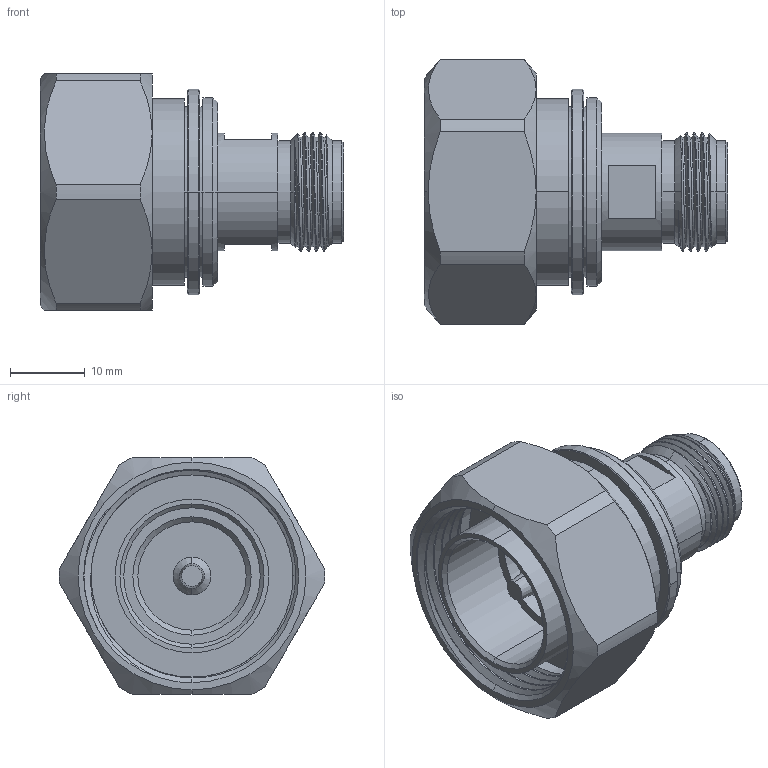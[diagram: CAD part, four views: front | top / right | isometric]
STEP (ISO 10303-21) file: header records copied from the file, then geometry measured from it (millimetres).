
FILE_DESCRIPTION (( 'STEP AP203' ), '1' );
FILE_NAME ('SM4472.step', '2018-12-17T20:49:17', ( '' ), ( '' ), 'SwSTEP 2.0', 'SolidWorks 2017', '' );
FILE_SCHEMA (( 'CONFIG_CONTROL_DESIGN' ));
Length unit declared in the file: inch
Products named in the file (1): SM4472
Bounding box: 40.64 x 35.58 x 31.75 mm (x, y, z)
Volume: 12670.8 mm3; surface area: 9019.7 mm2
Topology: 1 solids, 1 shells, 160 faces, 385 edges, 247 vertices
Faces by surface type: cylinder 68, plane 44, cone 42, bspline 6
Entity records: 7212 total; most frequent: CARTESIAN_POINT 3600, ORIENTED_EDGE 770, DIRECTION 708, EDGE_CURVE 385, AXIS2_PLACEMENT_3D 293, VERTEX_POINT 247, EDGE_LOOP 180, FACE_OUTER_BOUND 160
